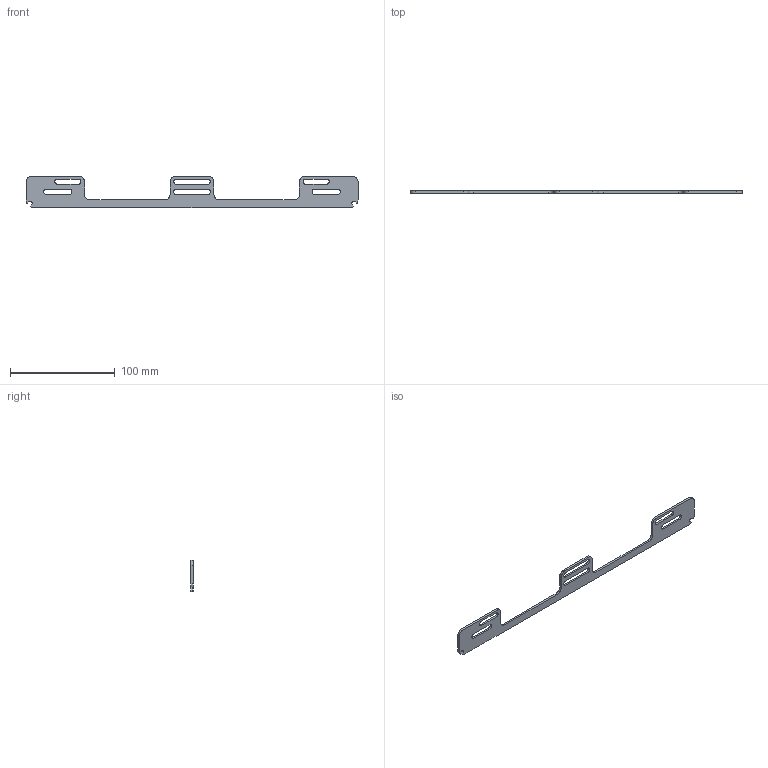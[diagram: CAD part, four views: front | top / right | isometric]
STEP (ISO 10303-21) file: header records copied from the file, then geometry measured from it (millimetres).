
FILE_DESCRIPTION (( 'STEP AP214' ), '1' );
FILE_NAME ('v12 Fan Strip.STEP', '2021-07-18T16:55:00', ( '' ), ( '' ), 'SwSTEP 2.0', 'SolidWorks 2021', '' );
FILE_SCHEMA (( 'AUTOMOTIVE_DESIGN' ));
Length unit declared in the file: centimetre
Products named in the file (1): v12 Fan Strip
Bounding box: 317.25 x 2 x 29.84 mm (x, y, z)
Volume: 9836.2 mm3; surface area: 12137.3 mm2
Topology: 1 solids, 1 shells, 64 faces, 186 edges, 124 vertices
Faces by surface type: plane 34, cylinder 30
Entity records: 2188 total; most frequent: DIRECTION 376, CARTESIAN_POINT 375, ORIENTED_EDGE 372, EDGE_CURVE 186, LINE 126, VECTOR 126, AXIS2_PLACEMENT_3D 125, VERTEX_POINT 124
